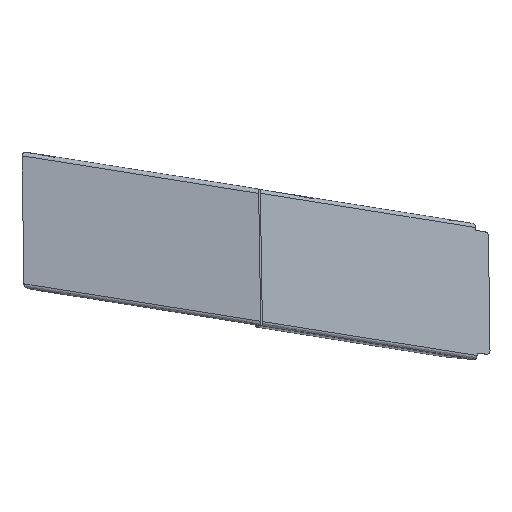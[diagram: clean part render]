
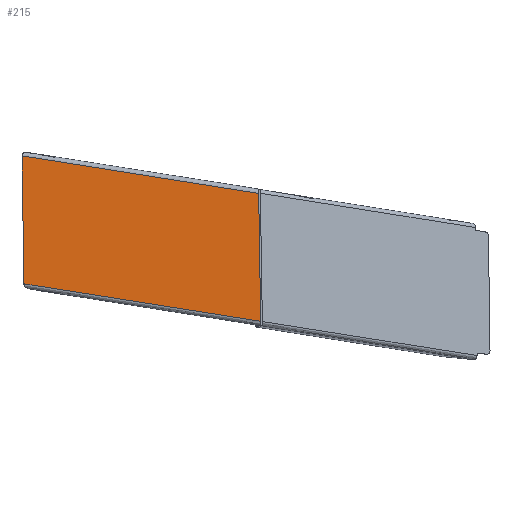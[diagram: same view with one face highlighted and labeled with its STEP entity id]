
A CAD part, top view. The second image highlights one B-rep face of the part: STEP entity #215.
In plain terms, the highlighted free-form (B-spline) face has degree [1, 1] with [2, 2] control points.
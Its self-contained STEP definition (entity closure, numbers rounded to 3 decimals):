
#5 = CARTESIAN_POINT ( 'NONE',  ( 3022.638, -3747.641, 6. ) ) ;
#10 = FACE_OUTER_BOUND ( 'NONE', #669, .T. ) ;
#47 = CARTESIAN_POINT ( 'NONE',  ( 3243.573, -3658.438, 6. ) ) ;
#49 = B_SPLINE_SURFACE_WITH_KNOTS ( 'NONE', 1, 1, ( 
 ( #1411, #1953 ),
 ( #2148, #2365 ) ),
 .UNSPECIFIED., .F., .F., .F.,
 ( 2, 2 ),
 ( 2, 2 ),
 ( 0., 1. ),
 ( 0., 1. ),
 .UNSPECIFIED. ) ;
#215 = ADVANCED_FACE ( 'NONE', ( #10 ), #49, .T. ) ;
#405 = EDGE_CURVE ( 'NONE', #1452, #959, #782, .T. ) ;
#640 = CARTESIAN_POINT ( 'NONE',  ( 2576.911, -3677.045, 6. ) ) ;
#651 = CARTESIAN_POINT ( 'NONE',  ( 3239.715, -3409.435, 6. ) ) ;
#669 = EDGE_LOOP ( 'NONE', ( #1147, #1584, #2985, #1045, #871 ) ) ;
#676 = CARTESIAN_POINT ( 'NONE',  ( 3237.838, -3421.287, 6. ) ) ;
#718 = CARTESIAN_POINT ( 'NONE',  ( 3237.838, -3421.287, 6. ) ) ;
#782 = B_SPLINE_CURVE_WITH_KNOTS ( 'NONE', 3,
 ( #1448, #2406, #5, #966 ),
 .UNSPECIFIED., .F., .F.,
 ( 4, 4 ),
 ( 0., 1. ),
 .UNSPECIFIED. ) ;
#818 = B_SPLINE_CURVE_WITH_KNOTS ( 'NONE', 3,
 ( #651, #2817, #1923, #718 ),
 .UNSPECIFIED., .F., .F.,
 ( 4, 4 ),
 ( 0., 1. ),
 .UNSPECIFIED. ) ;
#871 = ORIENTED_EDGE ( 'NONE', *, *, #1985, .T. ) ;
#912 = CARTESIAN_POINT ( 'NONE',  ( 2571.314, -3315.72, 6. ) ) ;
#959 = VERTEX_POINT ( 'NONE', #1515 ) ;
#966 = CARTESIAN_POINT ( 'NONE',  ( 3245.501, -3782.939, 6. ) ) ;
#1040 = VERTEX_POINT ( 'NONE', #2792 ) ;
#1045 = ORIENTED_EDGE ( 'NONE', *, *, #1511, .T. ) ;
#1074 = CARTESIAN_POINT ( 'NONE',  ( 3239.715, -3409.435, 6. ) ) ;
#1147 = ORIENTED_EDGE ( 'NONE', *, *, #2705, .T. ) ;
#1228 = EDGE_CURVE ( 'NONE', #1452, #1040, #2631, .T. ) ;
#1411 = CARTESIAN_POINT ( 'NONE',  ( 3245.501, -3315.72, 6. ) ) ;
#1448 = CARTESIAN_POINT ( 'NONE',  ( 2576.911, -3677.045, 6. ) ) ;
#1452 = VERTEX_POINT ( 'NONE', #2200 ) ;
#1511 = EDGE_CURVE ( 'NONE', #959, #2886, #2058, .T. ) ;
#1515 = CARTESIAN_POINT ( 'NONE',  ( 3245.501, -3782.939, 6. ) ) ;
#1537 = VERTEX_POINT ( 'NONE', #2502 ) ;
#1545 = CARTESIAN_POINT ( 'NONE',  ( 3241.644, -3533.936, 6. ) ) ;
#1584 = ORIENTED_EDGE ( 'NONE', *, *, #1228, .F. ) ;
#1849 = CARTESIAN_POINT ( 'NONE',  ( 2793.489, -3350.909, 6. ) ) ;
#1923 = CARTESIAN_POINT ( 'NONE',  ( 3238.464, -3417.337, 6. ) ) ;
#1953 = CARTESIAN_POINT ( 'NONE',  ( 3245.501, -3782.939, 6. ) ) ;
#1985 = EDGE_CURVE ( 'NONE', #2886, #1537, #818, .T. ) ;
#2004 = CARTESIAN_POINT ( 'NONE',  ( 3239.715, -3409.435, 6. ) ) ;
#2058 = B_SPLINE_CURVE_WITH_KNOTS ( 'NONE', 3,
 ( #2240, #47, #1545, #2004 ),
 .UNSPECIFIED., .F., .F.,
 ( 4, 4 ),
 ( 0., 1. ),
 .UNSPECIFIED. ) ;
#2063 = B_SPLINE_CURVE_WITH_KNOTS ( 'NONE', 3,
 ( #676, #2583, #1849, #912 ),
 .UNSPECIFIED., .F., .F.,
 ( 4, 4 ),
 ( 0., 1. ),
 .UNSPECIFIED. ) ;
#2148 = CARTESIAN_POINT ( 'NONE',  ( 2571.314, -3315.72, 6. ) ) ;
#2200 = CARTESIAN_POINT ( 'NONE',  ( 2576.911, -3677.045, 6. ) ) ;
#2240 = CARTESIAN_POINT ( 'NONE',  ( 3245.501, -3782.939, 6. ) ) ;
#2365 = CARTESIAN_POINT ( 'NONE',  ( 2571.314, -3782.939, 6. ) ) ;
#2406 = CARTESIAN_POINT ( 'NONE',  ( 2799.775, -3712.343, 6. ) ) ;
#2502 = CARTESIAN_POINT ( 'NONE',  ( 3237.838, -3421.287, 6. ) ) ;
#2582 = CARTESIAN_POINT ( 'NONE',  ( 2571.314, -3315.72, 6. ) ) ;
#2583 = CARTESIAN_POINT ( 'NONE',  ( 3015.663, -3386.098, 6. ) ) ;
#2631 = B_SPLINE_CURVE_WITH_KNOTS ( 'NONE', 1,
 ( #640, #2582 ),
 .UNSPECIFIED., .F., .F.,
 ( 2, 2 ),
 ( 0., 1. ),
 .UNSPECIFIED. ) ;
#2705 = EDGE_CURVE ( 'NONE', #1537, #1040, #2063, .T. ) ;
#2792 = CARTESIAN_POINT ( 'NONE',  ( 2571.314, -3315.72, 6. ) ) ;
#2817 = CARTESIAN_POINT ( 'NONE',  ( 3239.089, -3413.386, 6. ) ) ;
#2886 = VERTEX_POINT ( 'NONE', #1074 ) ;
#2985 = ORIENTED_EDGE ( 'NONE', *, *, #405, .T. ) ;
